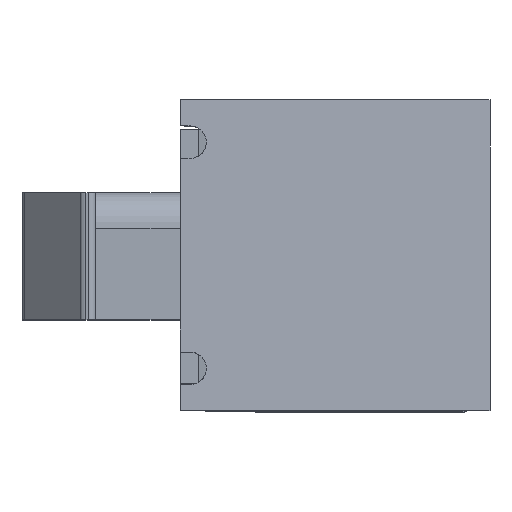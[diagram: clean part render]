
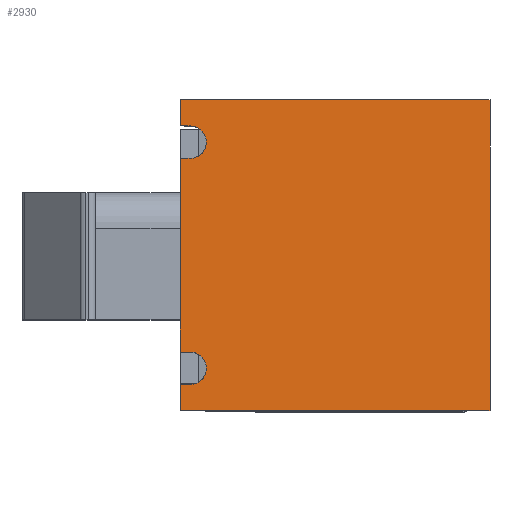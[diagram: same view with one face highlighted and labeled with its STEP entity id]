
A CAD part, top view. The second image highlights one B-rep face of the part: STEP entity #2930.
In plain terms, the highlighted face is planar.
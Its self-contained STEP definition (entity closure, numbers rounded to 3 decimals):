
#154=PLANE('',#3125);
#303=FACE_OUTER_BOUND('',#454,.T.);
#454=EDGE_LOOP('',(#2741,#2742,#2743,#2744,#2745,#2746,#2747,#2748,#2749,
#2750,#2751,#2752));
#496=ELLIPSE('',#3065,1.154,1.15);
#497=ELLIPSE('',#3068,1.154,1.15);
#704=LINE('',#4391,#1077);
#709=LINE('',#4411,#1082);
#716=LINE('',#4426,#1089);
#719=LINE('',#4431,#1092);
#806=LINE('',#4603,#1179);
#828=LINE('',#4648,#1201);
#843=LINE('',#4677,#1216);
#867=LINE('',#4726,#1240);
#869=LINE('',#4729,#1242);
#870=LINE('',#4731,#1243);
#1077=VECTOR('',#3596,0.703);
#1082=VECTOR('',#3615,0.703);
#1089=VECTOR('',#3626,1.85);
#1092=VECTOR('',#3631,13.7);
#1179=VECTOR('',#3766,0.703);
#1201=VECTOR('',#3810,0.703);
#1216=VECTOR('',#3833,1.85);
#1240=VECTOR('',#3879,22.);
#1242=VECTOR('',#3883,22.);
#1243=VECTOR('',#3886,22.);
#1401=VERTEX_POINT('',#4385);
#1403=VERTEX_POINT('',#4389);
#1404=VERTEX_POINT('',#4393);
#1406=VERTEX_POINT('',#4399);
#1407=VERTEX_POINT('',#4400);
#1410=VERTEX_POINT('',#4408);
#1416=VERTEX_POINT('',#4423);
#1417=VERTEX_POINT('',#4425);
#1491=VERTEX_POINT('',#4646);
#1501=VERTEX_POINT('',#4675);
#1514=VERTEX_POINT('',#4723);
#1515=VERTEX_POINT('',#4725);
#1760=EDGE_CURVE('',#1401,#1403,#704,.T.);
#1761=EDGE_CURVE('',#1403,#1404,#496,.T.);
#1764=EDGE_CURVE('',#1406,#1407,#497,.T.);
#1769=EDGE_CURVE('',#1407,#1410,#709,.T.);
#1776=EDGE_CURVE('',#1417,#1416,#716,.T.);
#1779=EDGE_CURVE('',#1410,#1401,#719,.T.);
#1866=EDGE_CURVE('',#1416,#1406,#806,.T.);
#1888=EDGE_CURVE('',#1404,#1491,#828,.T.);
#1903=EDGE_CURVE('',#1491,#1501,#843,.T.);
#1927=EDGE_CURVE('',#1515,#1514,#867,.T.);
#1929=EDGE_CURVE('',#1417,#1514,#869,.T.);
#1930=EDGE_CURVE('',#1515,#1501,#870,.T.);
#2741=ORIENTED_EDGE('',*,*,#1888,.T.);
#2742=ORIENTED_EDGE('',*,*,#1903,.T.);
#2743=ORIENTED_EDGE('',*,*,#1930,.F.);
#2744=ORIENTED_EDGE('',*,*,#1927,.T.);
#2745=ORIENTED_EDGE('',*,*,#1929,.F.);
#2746=ORIENTED_EDGE('',*,*,#1776,.T.);
#2747=ORIENTED_EDGE('',*,*,#1866,.T.);
#2748=ORIENTED_EDGE('',*,*,#1764,.T.);
#2749=ORIENTED_EDGE('',*,*,#1769,.T.);
#2750=ORIENTED_EDGE('',*,*,#1779,.T.);
#2751=ORIENTED_EDGE('',*,*,#1760,.T.);
#2752=ORIENTED_EDGE('',*,*,#1761,.T.);
#2930=ADVANCED_FACE('',(#303),#154,.T.);
#3065=AXIS2_PLACEMENT_3D('',#4394,#3599,#3600);
#3068=AXIS2_PLACEMENT_3D('',#4401,#3606,#3607);
#3125=AXIS2_PLACEMENT_3D('',#4730,#3884,#3885);
#3596=DIRECTION('',(0.996,-0.087,0.));
#3599=DIRECTION('center_axis',(-0.087,-0.996,0.));
#3600=DIRECTION('ref_axis',(-0.996,0.087,0.));
#3606=DIRECTION('center_axis',(-0.087,-0.996,0.));
#3607=DIRECTION('ref_axis',(-0.996,0.087,0.));
#3615=DIRECTION('',(-0.996,0.087,0.));
#3626=DIRECTION('',(0.,0.,1.));
#3631=DIRECTION('',(0.,0.,1.));
#3766=DIRECTION('',(0.996,-0.087,0.));
#3810=DIRECTION('',(-0.996,0.087,0.));
#3833=DIRECTION('',(0.,0.,1.));
#3879=DIRECTION('',(0.,0.,-1.));
#3883=DIRECTION('',(0.996,-0.087,0.));
#3884=DIRECTION('center_axis',(0.087,0.996,0.));
#3885=DIRECTION('ref_axis',(-0.996,0.087,0.));
#3886=DIRECTION('',(-0.996,0.087,0.));
#4385=CARTESIAN_POINT('',(-3.472,2.914,6.85));
#4389=CARTESIAN_POINT('',(-2.772,2.852,6.85));
#4391=CARTESIAN_POINT('',(7.96,1.913,6.85));
#4393=CARTESIAN_POINT('',(-2.772,2.852,9.15));
#4394=CARTESIAN_POINT('Origin',(-2.772,2.852,8.));
#4399=CARTESIAN_POINT('',(-2.772,2.852,-9.15));
#4400=CARTESIAN_POINT('',(-2.772,2.852,-6.85));
#4401=CARTESIAN_POINT('Origin',(-2.772,2.852,-8.));
#4408=CARTESIAN_POINT('',(-3.472,2.914,-6.85));
#4411=CARTESIAN_POINT('',(7.613,1.944,-6.85));
#4423=CARTESIAN_POINT('',(-3.472,2.914,-9.15));
#4425=CARTESIAN_POINT('',(-3.472,2.914,-11.));
#4426=CARTESIAN_POINT('',(-3.472,2.914,0.));
#4431=CARTESIAN_POINT('',(-3.472,2.914,0.));
#4603=CARTESIAN_POINT('',(7.96,1.913,-9.15));
#4646=CARTESIAN_POINT('',(-3.472,2.914,9.15));
#4648=CARTESIAN_POINT('',(7.613,1.944,9.15));
#4675=CARTESIAN_POINT('',(-3.472,2.914,11.));
#4677=CARTESIAN_POINT('',(-3.472,2.914,0.));
#4723=CARTESIAN_POINT('',(18.445,0.996,-11.));
#4725=CARTESIAN_POINT('',(18.445,0.996,11.));
#4726=CARTESIAN_POINT('',(18.445,0.996,0.));
#4729=CARTESIAN_POINT('',(-3.472,2.914,-11.));
#4730=CARTESIAN_POINT('Origin',(18.445,0.996,0.));
#4731=CARTESIAN_POINT('',(-3.472,2.914,11.));
